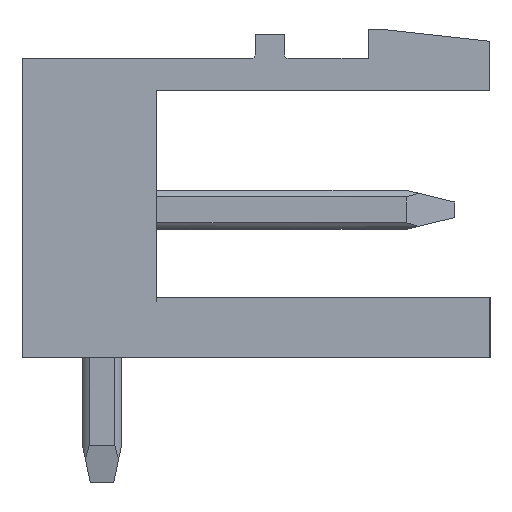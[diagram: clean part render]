
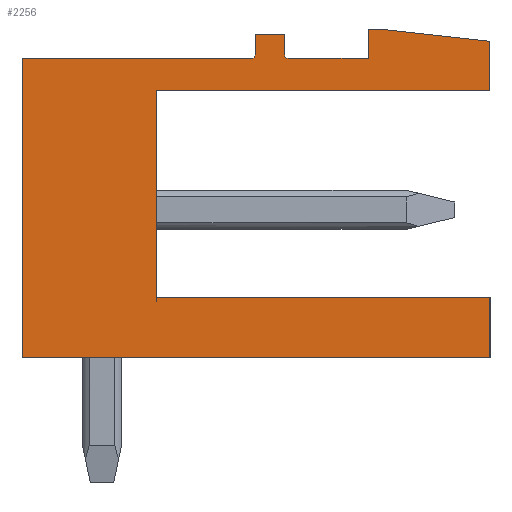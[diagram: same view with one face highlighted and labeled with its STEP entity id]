
A CAD part, left-side view. The second image highlights one B-rep face of the part: STEP entity #2256.
In plain terms, the highlighted planar face has unit normal (-1, 0, 0).
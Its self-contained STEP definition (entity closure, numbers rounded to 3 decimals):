
#508=AXIS2_PLACEMENT_3D('Circle Axis2P3D',#506,#507,$) ;
#639=AXIS2_PLACEMENT_3D('Circle Axis2P3D',#637,#638,$) ;
#2197=AXIS2_PLACEMENT_3D('Plane Axis2P3D',#2194,#2195,#2196) ;
#49=CARTESIAN_POINT('Vertex',(0.,2.8,11.63)) ;
#52=CARTESIAN_POINT('Line Origine',(0.,1.4,11.475)) ;
#56=CARTESIAN_POINT('Vertex',(0.,0.,11.32)) ;
#87=CARTESIAN_POINT('Vertex',(0.,3.12,11.63)) ;
#90=CARTESIAN_POINT('Line Origine',(0.,2.96,11.63)) ;
#426=CARTESIAN_POINT('Vertex',(0.,3.12,10.88)) ;
#429=CARTESIAN_POINT('Line Origine',(0.,3.12,11.255)) ;
#503=CARTESIAN_POINT('Vertex',(0.,5.27,10.98)) ;
#506=CARTESIAN_POINT('Axis2P3D Location',(0.,5.17,10.98)) ;
#510=CARTESIAN_POINT('Vertex',(0.,5.17,10.88)) ;
#541=CARTESIAN_POINT('Vertex',(0.,5.27,11.5)) ;
#544=CARTESIAN_POINT('Line Origine',(0.,5.27,11.24)) ;
#572=CARTESIAN_POINT('Vertex',(0.,6.02,11.5)) ;
#575=CARTESIAN_POINT('Line Origine',(0.,5.645,11.5)) ;
#603=CARTESIAN_POINT('Vertex',(0.,6.02,10.98)) ;
#606=CARTESIAN_POINT('Line Origine',(0.,6.02,11.24)) ;
#634=CARTESIAN_POINT('Vertex',(0.,6.12,10.88)) ;
#637=CARTESIAN_POINT('Axis2P3D Location',(0.,6.12,10.98)) ;
#665=CARTESIAN_POINT('Vertex',(0.,12.,10.88)) ;
#668=CARTESIAN_POINT('Line Origine',(0.,9.06,10.88)) ;
#696=CARTESIAN_POINT('Vertex',(0.,12.,3.2)) ;
#699=CARTESIAN_POINT('Line Origine',(0.,12.,7.04)) ;
#727=CARTESIAN_POINT('Vertex',(0.,0.,3.2)) ;
#730=CARTESIAN_POINT('Line Origine',(0.,6.,3.2)) ;
#2194=CARTESIAN_POINT('Axis2P3D Location',(0.,0.,0.)) ;
#2199=CARTESIAN_POINT('Line Origine',(0.,8.55,7.4)) ;
#2203=CARTESIAN_POINT('Vertex',(0.,8.55,4.74)) ;
#2205=CARTESIAN_POINT('Vertex',(0.,8.55,10.06)) ;
#2208=CARTESIAN_POINT('Line Origine',(0.,4.275,10.06)) ;
#2212=CARTESIAN_POINT('Vertex',(0.,0.,10.06)) ;
#2215=CARTESIAN_POINT('Line Origine',(0.,0.,10.69)) ;
#2220=CARTESIAN_POINT('Line Origine',(0.,4.145,10.88)) ;
#2225=CARTESIAN_POINT('Line Origine',(0.,0.,3.97)) ;
#2229=CARTESIAN_POINT('Vertex',(0.,0.,4.74)) ;
#2232=CARTESIAN_POINT('Line Origine',(0.,4.275,4.74)) ;
#53=DIRECTION('Vector Direction',(0.,0.994,0.11)) ;
#91=DIRECTION('Vector Direction',(0.,-1.,0.)) ;
#430=DIRECTION('Vector Direction',(0.,0.,-1.)) ;
#507=DIRECTION('Axis2P3D Direction',(-1.,0.,0.)) ;
#545=DIRECTION('Vector Direction',(0.,0.,-1.)) ;
#576=DIRECTION('Vector Direction',(0.,1.,0.)) ;
#607=DIRECTION('Vector Direction',(0.,0.,-1.)) ;
#638=DIRECTION('Axis2P3D Direction',(-1.,0.,0.)) ;
#669=DIRECTION('Vector Direction',(0.,1.,0.)) ;
#700=DIRECTION('Vector Direction',(0.,0.,-1.)) ;
#731=DIRECTION('Vector Direction',(0.,1.,0.)) ;
#2195=DIRECTION('Axis2P3D Direction',(-1.,0.,0.)) ;
#2196=DIRECTION('Axis2P3D XDirection',(0.,-1.,0.)) ;
#2200=DIRECTION('Vector Direction',(0.,0.,-1.)) ;
#2209=DIRECTION('Vector Direction',(0.,1.,0.)) ;
#2216=DIRECTION('Vector Direction',(0.,0.,1.)) ;
#2221=DIRECTION('Vector Direction',(0.,1.,0.)) ;
#2226=DIRECTION('Vector Direction',(0.,0.,-1.)) ;
#2233=DIRECTION('Vector Direction',(0.,-1.,0.)) ;
#54=VECTOR('Line Direction',#53,1.) ;
#92=VECTOR('Line Direction',#91,1.) ;
#431=VECTOR('Line Direction',#430,1.) ;
#546=VECTOR('Line Direction',#545,1.) ;
#577=VECTOR('Line Direction',#576,1.) ;
#608=VECTOR('Line Direction',#607,1.) ;
#670=VECTOR('Line Direction',#669,1.) ;
#701=VECTOR('Line Direction',#700,1.) ;
#732=VECTOR('Line Direction',#731,1.) ;
#2201=VECTOR('Line Direction',#2200,1.) ;
#2210=VECTOR('Line Direction',#2209,1.) ;
#2217=VECTOR('Line Direction',#2216,1.) ;
#2222=VECTOR('Line Direction',#2221,1.) ;
#2227=VECTOR('Line Direction',#2226,1.) ;
#2234=VECTOR('Line Direction',#2233,1.) ;
#2238=ORIENTED_EDGE('',*,*,#2207,.T.) ;
#2239=ORIENTED_EDGE('',*,*,#2214,.T.) ;
#2240=ORIENTED_EDGE('',*,*,#2219,.T.) ;
#2241=ORIENTED_EDGE('',*,*,#58,.T.) ;
#2242=ORIENTED_EDGE('',*,*,#94,.T.) ;
#2243=ORIENTED_EDGE('',*,*,#433,.T.) ;
#2244=ORIENTED_EDGE('',*,*,#2224,.T.) ;
#2245=ORIENTED_EDGE('',*,*,#512,.T.) ;
#2246=ORIENTED_EDGE('',*,*,#548,.T.) ;
#2247=ORIENTED_EDGE('',*,*,#579,.T.) ;
#2248=ORIENTED_EDGE('',*,*,#610,.T.) ;
#2249=ORIENTED_EDGE('',*,*,#641,.T.) ;
#2250=ORIENTED_EDGE('',*,*,#672,.T.) ;
#2251=ORIENTED_EDGE('',*,*,#703,.T.) ;
#2252=ORIENTED_EDGE('',*,*,#734,.T.) ;
#2253=ORIENTED_EDGE('',*,*,#2231,.T.) ;
#2254=ORIENTED_EDGE('',*,*,#2236,.T.) ;
#2256=ADVANCED_FACE('Housing',(#2255),#2198,.T.) ;
#509=CIRCLE('generated circle',#508,0.1) ;
#640=CIRCLE('generated circle',#639,0.1) ;
#58=EDGE_CURVE('',#57,#50,#55,.T.) ;
#94=EDGE_CURVE('',#50,#88,#93,.F.) ;
#433=EDGE_CURVE('',#88,#427,#432,.T.) ;
#512=EDGE_CURVE('',#511,#504,#509,.F.) ;
#548=EDGE_CURVE('',#504,#542,#547,.F.) ;
#579=EDGE_CURVE('',#542,#573,#578,.T.) ;
#610=EDGE_CURVE('',#573,#604,#609,.T.) ;
#641=EDGE_CURVE('',#604,#635,#640,.F.) ;
#672=EDGE_CURVE('',#635,#666,#671,.T.) ;
#703=EDGE_CURVE('',#666,#697,#702,.T.) ;
#734=EDGE_CURVE('',#697,#728,#733,.F.) ;
#2207=EDGE_CURVE('',#2204,#2206,#2202,.F.) ;
#2214=EDGE_CURVE('',#2206,#2213,#2211,.F.) ;
#2219=EDGE_CURVE('',#2213,#57,#2218,.T.) ;
#2224=EDGE_CURVE('',#427,#511,#2223,.T.) ;
#2231=EDGE_CURVE('',#728,#2230,#2228,.F.) ;
#2236=EDGE_CURVE('',#2230,#2204,#2235,.F.) ;
#2237=EDGE_LOOP('',(#2238,#2239,#2240,#2241,#2242,#2243,#2244,#2245,#2246,#2247,#2248,#2249,#2250,#2251,#2252,#2253,#2254)) ;
#2255=FACE_OUTER_BOUND('',#2237,.T.) ;
#55=LINE('Line',#52,#54) ;
#93=LINE('Line',#90,#92) ;
#432=LINE('Line',#429,#431) ;
#547=LINE('Line',#544,#546) ;
#578=LINE('Line',#575,#577) ;
#609=LINE('Line',#606,#608) ;
#671=LINE('Line',#668,#670) ;
#702=LINE('Line',#699,#701) ;
#733=LINE('Line',#730,#732) ;
#2202=LINE('Line',#2199,#2201) ;
#2211=LINE('Line',#2208,#2210) ;
#2218=LINE('Line',#2215,#2217) ;
#2223=LINE('Line',#2220,#2222) ;
#2228=LINE('Line',#2225,#2227) ;
#2235=LINE('Line',#2232,#2234) ;
#2198=PLANE('',#2197) ;
#50=VERTEX_POINT('',#49) ;
#57=VERTEX_POINT('',#56) ;
#88=VERTEX_POINT('',#87) ;
#427=VERTEX_POINT('',#426) ;
#504=VERTEX_POINT('',#503) ;
#511=VERTEX_POINT('',#510) ;
#542=VERTEX_POINT('',#541) ;
#573=VERTEX_POINT('',#572) ;
#604=VERTEX_POINT('',#603) ;
#635=VERTEX_POINT('',#634) ;
#666=VERTEX_POINT('',#665) ;
#697=VERTEX_POINT('',#696) ;
#728=VERTEX_POINT('',#727) ;
#2204=VERTEX_POINT('',#2203) ;
#2206=VERTEX_POINT('',#2205) ;
#2213=VERTEX_POINT('',#2212) ;
#2230=VERTEX_POINT('',#2229) ;
